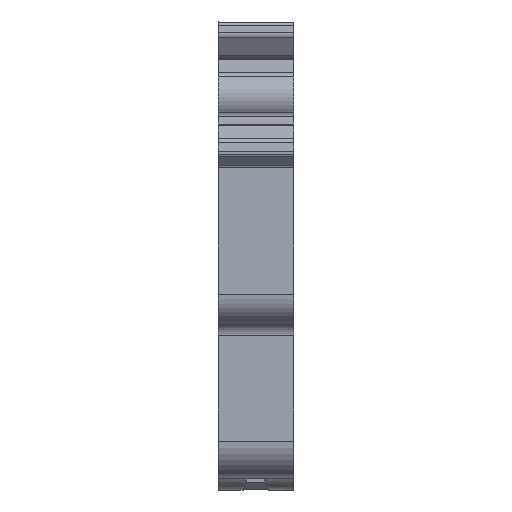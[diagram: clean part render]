
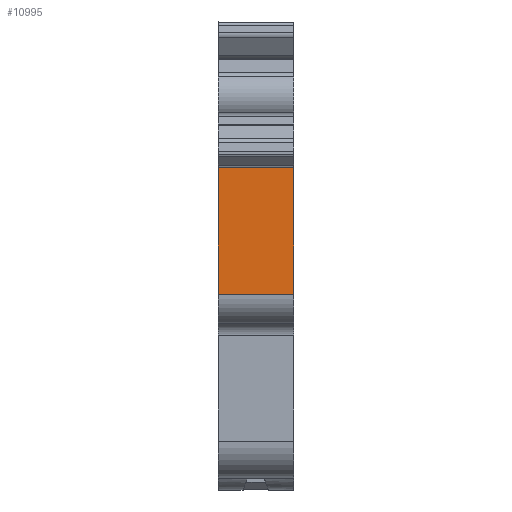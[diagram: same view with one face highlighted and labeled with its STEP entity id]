
A CAD part, left-side view. The second image highlights one B-rep face of the part: STEP entity #10995.
In plain terms, the highlighted face is planar.
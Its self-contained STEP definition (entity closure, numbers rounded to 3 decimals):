
#1199 = FACE_OUTER_BOUND ( 'NONE', #6385, .T. ) ;
#1459 = EDGE_CURVE ( 'NONE', #12489, #11068, #4745, .T. ) ;
#1499 = EDGE_CURVE ( 'NONE', #7288, #10146, #3940, .T. ) ;
#2101 = DIRECTION ( 'NONE',  ( -1., 0., 0. ) ) ;
#3057 = CARTESIAN_POINT ( 'NONE',  ( 6., 9.673, 8.093 ) ) ;
#3223 = ORIENTED_EDGE ( 'NONE', *, *, #1459, .T. ) ;
#3450 = CARTESIAN_POINT ( 'NONE',  ( 6., 9.673, 8.093 ) ) ;
#3594 = LINE ( 'NONE', #9927, #3718 ) ;
#3718 = VECTOR ( 'NONE', #10910, 1000. ) ;
#3940 = LINE ( 'NONE', #4931, #12044 ) ;
#4059 = ORIENTED_EDGE ( 'NONE', *, *, #5866, .F. ) ;
#4162 = LINE ( 'NONE', #4288, #6452 ) ;
#4288 = CARTESIAN_POINT ( 'NONE',  ( 6., 9.673, 8.093 ) ) ;
#4745 = LINE ( 'NONE', #9814, #5021 ) ;
#4931 = CARTESIAN_POINT ( 'NONE',  ( 0., 9.673, 18.197 ) ) ;
#5021 = VECTOR ( 'NONE', #8817, 1000. ) ;
#5383 = AXIS2_PLACEMENT_3D ( 'NONE', #3057, #10191, #7127 ) ;
#5866 = EDGE_CURVE ( 'NONE', #12489, #10146, #3594, .T. ) ;
#6385 = EDGE_LOOP ( 'NONE', ( #7452, #12885, #4059, #3223 ) ) ;
#6411 = CARTESIAN_POINT ( 'NONE',  ( 0., 9.673, 18.197 ) ) ;
#6421 = EDGE_CURVE ( 'NONE', #11068, #7288, #4162, .T. ) ;
#6452 = VECTOR ( 'NONE', #2101, 1000. ) ;
#6869 = DIRECTION ( 'NONE',  ( 0., 0., 1. ) ) ;
#7043 = CARTESIAN_POINT ( 'NONE',  ( 6., 9.673, 18.197 ) ) ;
#7127 = DIRECTION ( 'NONE',  ( 1., 0., 0. ) ) ;
#7288 = VERTEX_POINT ( 'NONE', #7306 ) ;
#7306 = CARTESIAN_POINT ( 'NONE',  ( 0., 9.673, 8.093 ) ) ;
#7452 = ORIENTED_EDGE ( 'NONE', *, *, #6421, .T. ) ;
#8817 = DIRECTION ( 'NONE',  ( 0., 0., -1. ) ) ;
#9814 = CARTESIAN_POINT ( 'NONE',  ( 6., 9.673, 8.093 ) ) ;
#9927 = CARTESIAN_POINT ( 'NONE',  ( 6., 9.673, 18.197 ) ) ;
#10146 = VERTEX_POINT ( 'NONE', #6411 ) ;
#10191 = DIRECTION ( 'NONE',  ( 0., 1., 0. ) ) ;
#10325 = PLANE ( 'NONE',  #5383 ) ;
#10910 = DIRECTION ( 'NONE',  ( -1., 0., 0. ) ) ;
#10995 = ADVANCED_FACE ( 'NONE', ( #1199 ), #10325, .T. ) ;
#11068 = VERTEX_POINT ( 'NONE', #3450 ) ;
#12044 = VECTOR ( 'NONE', #6869, 1000. ) ;
#12489 = VERTEX_POINT ( 'NONE', #7043 ) ;
#12885 = ORIENTED_EDGE ( 'NONE', *, *, #1499, .T. ) ;
